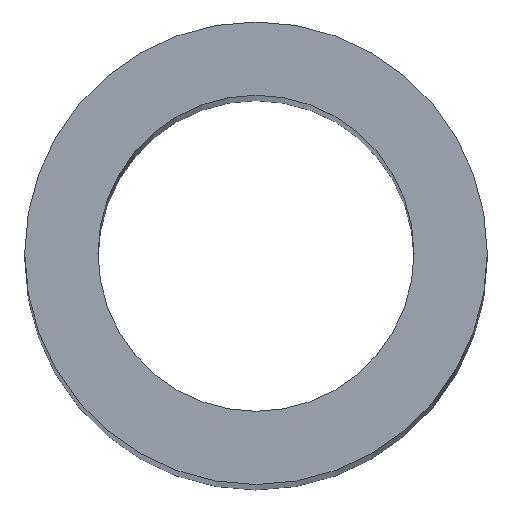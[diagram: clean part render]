
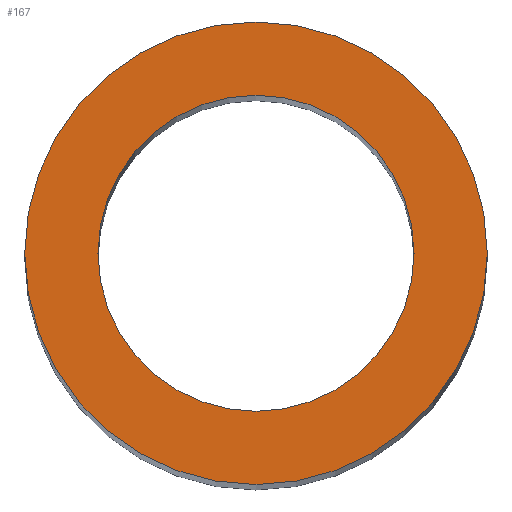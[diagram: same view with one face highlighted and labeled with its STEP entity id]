
A CAD part, top view. The second image highlights one B-rep face of the part: STEP entity #167.
In plain terms, the highlighted planar face has unit normal (0, 0, 1).
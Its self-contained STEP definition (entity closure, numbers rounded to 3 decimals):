
#3 = CIRCLE ( 'NONE', #134, 4.1 ) ;
#4 = AXIS2_PLACEMENT_3D ( 'NONE', #198, #220, #17 ) ;
#17 = DIRECTION ( 'NONE',  ( 1., 0., 0. ) ) ;
#34 = ORIENTED_EDGE ( 'NONE', *, *, #145, .F. ) ;
#37 = EDGE_LOOP ( 'NONE', ( #243, #34 ) ) ;
#44 = DIRECTION ( 'NONE',  ( 0., 0., 1. ) ) ;
#51 = CARTESIAN_POINT ( 'NONE',  ( -6., 0., 81.2 ) ) ;
#53 = FACE_OUTER_BOUND ( 'NONE', #172, .T. ) ;
#64 = DIRECTION ( 'NONE',  ( 1., 0., 0. ) ) ;
#67 = CIRCLE ( 'NONE', #141, 6. ) ;
#74 = DIRECTION ( 'NONE',  ( 1., 0., 0. ) ) ;
#75 = CIRCLE ( 'NONE', #180, 6. ) ;
#84 = CARTESIAN_POINT ( 'NONE',  ( -4.1, 0., 81.2 ) ) ;
#92 = DIRECTION ( 'NONE',  ( 1., 0., 0. ) ) ;
#95 = EDGE_CURVE ( 'NONE', #227, #143, #75, .T. ) ;
#97 = VERTEX_POINT ( 'NONE', #195 ) ;
#100 = CIRCLE ( 'NONE', #4, 4.1 ) ;
#112 = DIRECTION ( 'NONE',  ( 1., 0., 0. ) ) ;
#116 = CARTESIAN_POINT ( 'NONE',  ( 0., 0., 81.2 ) ) ;
#125 = DIRECTION ( 'NONE',  ( 0., 0., 1. ) ) ;
#128 = CARTESIAN_POINT ( 'NONE',  ( 0., 0., 81.2 ) ) ;
#133 = FACE_BOUND ( 'NONE', #37, .T. ) ;
#134 = AXIS2_PLACEMENT_3D ( 'NONE', #128, #213, #92 ) ;
#141 = AXIS2_PLACEMENT_3D ( 'NONE', #164, #44, #64 ) ;
#143 = VERTEX_POINT ( 'NONE', #51 ) ;
#145 = EDGE_CURVE ( 'NONE', #97, #245, #3, .T. ) ;
#155 = EDGE_CURVE ( 'NONE', #245, #97, #100, .T. ) ;
#160 = ORIENTED_EDGE ( 'NONE', *, *, #228, .T. ) ;
#164 = CARTESIAN_POINT ( 'NONE',  ( 0., 0., 81.2 ) ) ;
#167 = ADVANCED_FACE ( 'NONE', ( #53, #133 ), #174, .T. ) ;
#172 = EDGE_LOOP ( 'NONE', ( #160, #221 ) ) ;
#174 = PLANE ( 'NONE',  #214 ) ;
#180 = AXIS2_PLACEMENT_3D ( 'NONE', #237, #125, #112 ) ;
#195 = CARTESIAN_POINT ( 'NONE',  ( 4.1, 0., 81.2 ) ) ;
#198 = CARTESIAN_POINT ( 'NONE',  ( 0., 0., 81.2 ) ) ;
#199 = DIRECTION ( 'NONE',  ( 0., 0., 1. ) ) ;
#213 = DIRECTION ( 'NONE',  ( 0., 0., 1. ) ) ;
#214 = AXIS2_PLACEMENT_3D ( 'NONE', #116, #199, #74 ) ;
#220 = DIRECTION ( 'NONE',  ( 0., 0., 1. ) ) ;
#221 = ORIENTED_EDGE ( 'NONE', *, *, #95, .T. ) ;
#227 = VERTEX_POINT ( 'NONE', #246 ) ;
#228 = EDGE_CURVE ( 'NONE', #143, #227, #67, .T. ) ;
#237 = CARTESIAN_POINT ( 'NONE',  ( 0., 0., 81.2 ) ) ;
#243 = ORIENTED_EDGE ( 'NONE', *, *, #155, .F. ) ;
#245 = VERTEX_POINT ( 'NONE', #84 ) ;
#246 = CARTESIAN_POINT ( 'NONE',  ( 6., 0., 81.2 ) ) ;
